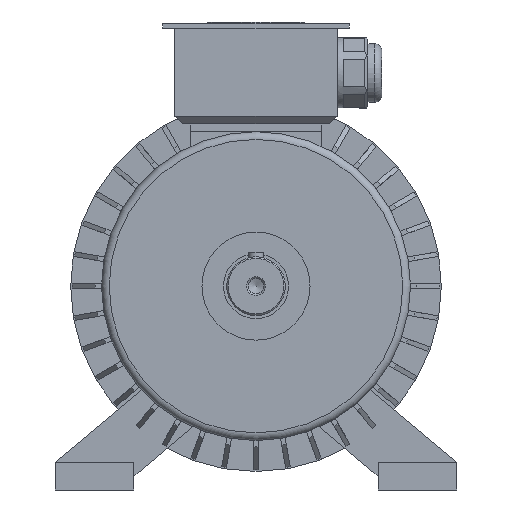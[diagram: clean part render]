
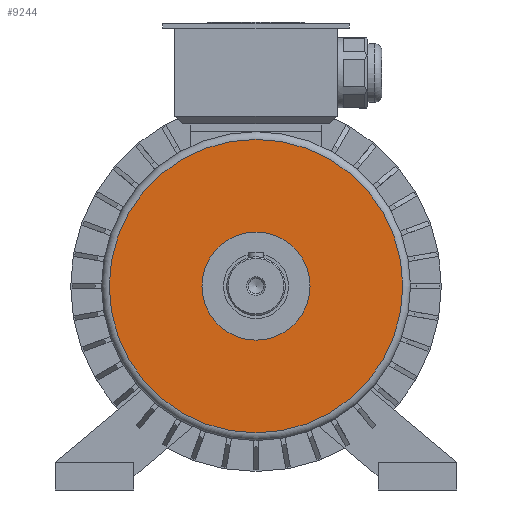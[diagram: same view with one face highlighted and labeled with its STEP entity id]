
A CAD part, front view. The second image highlights one B-rep face of the part: STEP entity #9244.
In plain terms, the highlighted planar face has unit normal (0, -1, 0).
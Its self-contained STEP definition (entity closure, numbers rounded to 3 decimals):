
#393=CIRCLE('',#9822,95.);
#394=CIRCLE('',#9823,35.);
#1529=ORIENTED_EDGE('',*,*,#3247,.T.);
#1530=ORIENTED_EDGE('',*,*,#3248,.T.);
#3247=EDGE_CURVE('',#4016,#4016,#393,.F.);
#3248=EDGE_CURVE('',#4017,#4017,#394,.T.);
#4016=VERTEX_POINT('',#13731);
#4017=VERTEX_POINT('',#13733);
#5614=EDGE_LOOP('',(#1529));
#5615=EDGE_LOOP('',(#1530));
#6023=FACE_BOUND('',#5614,.T.);
#6024=FACE_BOUND('',#5615,.T.);
#6386=PLANE('',#9821);
#9244=ADVANCED_FACE('',(#6023,#6024),#6386,.F.);
#9821=AXIS2_PLACEMENT_3D('',#13729,#11397,#11398);
#9822=AXIS2_PLACEMENT_3D('',#13730,#11399,#11400);
#9823=AXIS2_PLACEMENT_3D('',#13732,#11401,#11402);
#11397=DIRECTION('',(0.,1.,0.));
#11398=DIRECTION('',(0.,0.,1.));
#11399=DIRECTION('',(0.,1.,0.));
#11400=DIRECTION('',(0.,0.,1.));
#11401=DIRECTION('',(0.,1.,0.));
#11402=DIRECTION('',(1.,0.,0.));
#13729=CARTESIAN_POINT('',(0.,-33.,0.));
#13730=CARTESIAN_POINT('',(0.,-33.,0.));
#13731=CARTESIAN_POINT('',(0.,-33.,95.));
#13732=CARTESIAN_POINT('',(0.,-33.,0.));
#13733=CARTESIAN_POINT('',(35.,-33.,0.));
